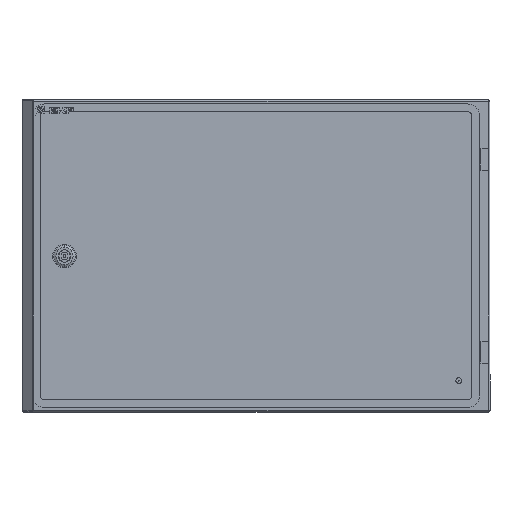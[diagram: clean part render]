
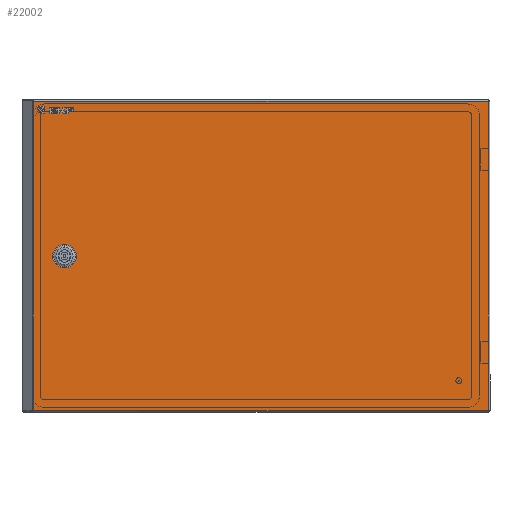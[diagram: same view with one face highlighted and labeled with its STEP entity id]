
A CAD part, top view. The second image highlights one B-rep face of the part: STEP entity #22002.
In plain terms, the highlighted face is planar.
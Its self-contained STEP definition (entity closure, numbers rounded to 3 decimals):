
#156 = CARTESIAN_POINT ( 'NONE',  ( 34.5, 0., 208.5 ) ) ;
#330 = ORIENTED_EDGE ( 'NONE', *, *, #16416, .F. ) ;
#384 = VERTEX_POINT ( 'NONE', #15742 ) ;
#900 = VECTOR ( 'NONE', #12993, 1000. ) ;
#959 = ORIENTED_EDGE ( 'NONE', *, *, #21778, .F. ) ;
#1013 = CARTESIAN_POINT ( 'NONE',  ( 0.785, 0., 0.75 ) ) ;
#1337 = CARTESIAN_POINT ( 'NONE',  ( 584., 0., 397.5 ) ) ;
#2141 = AXIS2_PLACEMENT_3D ( 'NONE', #8432, #22037, #10398 ) ;
#2344 = DIRECTION ( 'NONE',  ( 0., -1., 0. ) ) ;
#2782 = VECTOR ( 'NONE', #13740, 1000. ) ;
#2877 = EDGE_CURVE ( 'NONE', #5263, #4040, #5458, .T. ) ;
#3027 = EDGE_CURVE ( 'NONE', #23916, #17983, #20661, .T. ) ;
#3238 = DIRECTION ( 'NONE',  ( 0., -1., 0. ) ) ;
#3256 = CARTESIAN_POINT ( 'NONE',  ( 34.5, 0., 192.5 ) ) ;
#3405 = CARTESIAN_POINT ( 'NONE',  ( 34.5, 0., 205. ) ) ;
#3485 = CIRCLE ( 'NONE', #8135, 3.5 ) ;
#3880 = CARTESIAN_POINT ( 'NONE',  ( 546., 0., 38.75 ) ) ;
#4040 = VERTEX_POINT ( 'NONE', #16963 ) ;
#4113 = VECTOR ( 'NONE', #8462, 1000. ) ;
#4361 = ORIENTED_EDGE ( 'NONE', *, *, #14950, .F. ) ;
#4362 = CARTESIAN_POINT ( 'NONE',  ( 31., 0., 192.5 ) ) ;
#4701 = CIRCLE ( 'NONE', #25114, 0.5 ) ;
#4729 = LINE ( 'NONE', #6517, #4113 ) ;
#4744 = VECTOR ( 'NONE', #21117, 1000. ) ;
#5173 = CARTESIAN_POINT ( 'NONE',  ( 546., 0., 39.25 ) ) ;
#5199 = EDGE_CURVE ( 'NONE', #22084, #20675, #13236, .T. ) ;
#5208 = DIRECTION ( 'NONE',  ( 0., 0., -1. ) ) ;
#5263 = VERTEX_POINT ( 'NONE', #7373 ) ;
#5360 = DIRECTION ( 'NONE',  ( 0., 0., -1. ) ) ;
#5458 = LINE ( 'NONE', #22831, #10636 ) ;
#5597 = DIRECTION ( 'NONE',  ( 0., 1., 0. ) ) ;
#5833 = DIRECTION ( 'NONE',  ( 0., 0., 1. ) ) ;
#6055 = LINE ( 'NONE', #18573, #900 ) ;
#6334 = CARTESIAN_POINT ( 'NONE',  ( 34.5, 0., 189. ) ) ;
#6361 = EDGE_LOOP ( 'NONE', ( #16035, #8497, #959, #13080 ) ) ;
#6517 = CARTESIAN_POINT ( 'NONE',  ( 31., 0., 205. ) ) ;
#6855 = CIRCLE ( 'NONE', #24143, 3.5 ) ;
#7373 = CARTESIAN_POINT ( 'NONE',  ( 50.5, 0., 192.5 ) ) ;
#7632 = VERTEX_POINT ( 'NONE', #17203 ) ;
#7923 = VERTEX_POINT ( 'NONE', #22357 ) ;
#8103 = CARTESIAN_POINT ( 'NONE',  ( 584., 0., 396.75 ) ) ;
#8104 = PLANE ( 'NONE',  #11846 ) ;
#8135 = AXIS2_PLACEMENT_3D ( 'NONE', #3405, #17020, #5360 ) ;
#8432 = CARTESIAN_POINT ( 'NONE',  ( 47., 0., 205. ) ) ;
#8462 = DIRECTION ( 'NONE',  ( 0., 0., -1. ) ) ;
#8497 = ORIENTED_EDGE ( 'NONE', *, *, #21038, .T. ) ;
#8557 = LINE ( 'NONE', #156, #2782 ) ;
#8765 = EDGE_LOOP ( 'NONE', ( #18879, #12876 ) ) ;
#9206 = ORIENTED_EDGE ( 'NONE', *, *, #2877, .F. ) ;
#9215 = DIRECTION ( 'NONE',  ( 0., 0., 1. ) ) ;
#9902 = LINE ( 'NONE', #1337, #4744 ) ;
#10244 = ORIENTED_EDGE ( 'NONE', *, *, #17648, .F. ) ;
#10254 = EDGE_LOOP ( 'NONE', ( #22898, #14123, #330, #10244, #15810, #9206, #19440, #4361 ) ) ;
#10270 = DIRECTION ( 'NONE',  ( 1., 0., 0. ) ) ;
#10360 = VERTEX_POINT ( 'NONE', #22558 ) ;
#10398 = DIRECTION ( 'NONE',  ( 0., 0., 1. ) ) ;
#10549 = VERTEX_POINT ( 'NONE', #23047 ) ;
#10636 = VECTOR ( 'NONE', #9215, 1000. ) ;
#10869 = VECTOR ( 'NONE', #10270, 1000. ) ;
#11690 = EDGE_CURVE ( 'NONE', #17983, #23916, #4701, .T. ) ;
#11700 = VECTOR ( 'NONE', #19749, 1000. ) ;
#11777 = VERTEX_POINT ( 'NONE', #23421 ) ;
#11846 = AXIS2_PLACEMENT_3D ( 'NONE', #21719, #2344, #15938 ) ;
#12366 = FACE_BOUND ( 'NONE', #8765, .T. ) ;
#12853 = VERTEX_POINT ( 'NONE', #1013 ) ;
#12876 = ORIENTED_EDGE ( 'NONE', *, *, #3027, .T. ) ;
#12993 = DIRECTION ( 'NONE',  ( 0., 0., -1. ) ) ;
#13080 = ORIENTED_EDGE ( 'NONE', *, *, #16053, .T. ) ;
#13236 = CIRCLE ( 'NONE', #23823, 3.5 ) ;
#13740 = DIRECTION ( 'NONE',  ( -1., 0., 0. ) ) ;
#14064 = DIRECTION ( 'NONE',  ( 1., 0., 0. ) ) ;
#14123 = ORIENTED_EDGE ( 'NONE', *, *, #15686, .F. ) ;
#14906 = CARTESIAN_POINT ( 'NONE',  ( 47., 0., 192.5 ) ) ;
#14950 = EDGE_CURVE ( 'NONE', #20675, #10360, #20609, .T. ) ;
#15686 = EDGE_CURVE ( 'NONE', #384, #22084, #4729, .T. ) ;
#15742 = CARTESIAN_POINT ( 'NONE',  ( 31., 0., 205. ) ) ;
#15810 = ORIENTED_EDGE ( 'NONE', *, *, #16137, .F. ) ;
#15938 = DIRECTION ( 'NONE',  ( 0., 0., -1. ) ) ;
#16035 = ORIENTED_EDGE ( 'NONE', *, *, #20168, .T. ) ;
#16053 = EDGE_CURVE ( 'NONE', #19179, #10549, #16861, .T. ) ;
#16137 = EDGE_CURVE ( 'NONE', #4040, #11777, #21415, .T. ) ;
#16416 = EDGE_CURVE ( 'NONE', #7923, #384, #3485, .T. ) ;
#16853 = DIRECTION ( 'NONE',  ( 0., 0., -1. ) ) ;
#16861 = LINE ( 'NONE', #8103, #11700 ) ;
#16874 = DIRECTION ( 'NONE',  ( 0., -1., 0. ) ) ;
#16963 = CARTESIAN_POINT ( 'NONE',  ( 50.5, 0., 205. ) ) ;
#17020 = DIRECTION ( 'NONE',  ( 0., -1., 0. ) ) ;
#17203 = CARTESIAN_POINT ( 'NONE',  ( 584., 0., 0.75 ) ) ;
#17249 = CARTESIAN_POINT ( 'NONE',  ( 546., 0., 38.75 ) ) ;
#17475 = DIRECTION ( 'NONE',  ( 0., 1., 0. ) ) ;
#17502 = FACE_OUTER_BOUND ( 'NONE', #6361, .T. ) ;
#17648 = EDGE_CURVE ( 'NONE', #11777, #7923, #8557, .T. ) ;
#17834 = CARTESIAN_POINT ( 'NONE',  ( 546., 0., 38.25 ) ) ;
#17983 = VERTEX_POINT ( 'NONE', #5173 ) ;
#18573 = CARTESIAN_POINT ( 'NONE',  ( 0.785, 0., 397.5 ) ) ;
#18694 = CARTESIAN_POINT ( 'NONE',  ( 34.5, 0., 189. ) ) ;
#18879 = ORIENTED_EDGE ( 'NONE', *, *, #11690, .T. ) ;
#19179 = VERTEX_POINT ( 'NONE', #23206 ) ;
#19193 = DIRECTION ( 'NONE',  ( 0., 0., 1. ) ) ;
#19440 = ORIENTED_EDGE ( 'NONE', *, *, #22352, .F. ) ;
#19749 = DIRECTION ( 'NONE',  ( -1., 0., 0. ) ) ;
#19964 = CARTESIAN_POINT ( 'NONE',  ( -2.154, 0., 0.75 ) ) ;
#20168 = EDGE_CURVE ( 'NONE', #10549, #12853, #6055, .T. ) ;
#20609 = LINE ( 'NONE', #6334, #25171 ) ;
#20661 = CIRCLE ( 'NONE', #22635, 0.5 ) ;
#20675 = VERTEX_POINT ( 'NONE', #18694 ) ;
#21038 = EDGE_CURVE ( 'NONE', #12853, #7632, #21205, .T. ) ;
#21117 = DIRECTION ( 'NONE',  ( 0., 0., -1. ) ) ;
#21205 = LINE ( 'NONE', #19964, #10869 ) ;
#21415 = CIRCLE ( 'NONE', #2141, 3.5 ) ;
#21719 = CARTESIAN_POINT ( 'NONE',  ( 0., 0., 397.5 ) ) ;
#21778 = EDGE_CURVE ( 'NONE', #19179, #7632, #9902, .T. ) ;
#22002 = ADVANCED_FACE ( 'NONE', ( #12366, #22657, #17502 ), #8104, .T. ) ;
#22037 = DIRECTION ( 'NONE',  ( 0., -1., 0. ) ) ;
#22084 = VERTEX_POINT ( 'NONE', #4362 ) ;
#22352 = EDGE_CURVE ( 'NONE', #10360, #5263, #6855, .T. ) ;
#22357 = CARTESIAN_POINT ( 'NONE',  ( 34.5, 0., 208.5 ) ) ;
#22558 = CARTESIAN_POINT ( 'NONE',  ( 47., 0., 189. ) ) ;
#22635 = AXIS2_PLACEMENT_3D ( 'NONE', #3880, #17475, #5833 ) ;
#22657 = FACE_BOUND ( 'NONE', #10254, .T. ) ;
#22831 = CARTESIAN_POINT ( 'NONE',  ( 50.5, 0., 205. ) ) ;
#22898 = ORIENTED_EDGE ( 'NONE', *, *, #5199, .F. ) ;
#23047 = CARTESIAN_POINT ( 'NONE',  ( 0.785, 0., 396.75 ) ) ;
#23206 = CARTESIAN_POINT ( 'NONE',  ( 584., 0., 396.75 ) ) ;
#23421 = CARTESIAN_POINT ( 'NONE',  ( 47., 0., 208.5 ) ) ;
#23823 = AXIS2_PLACEMENT_3D ( 'NONE', #3256, #16874, #5208 ) ;
#23916 = VERTEX_POINT ( 'NONE', #17834 ) ;
#24143 = AXIS2_PLACEMENT_3D ( 'NONE', #14906, #3238, #16853 ) ;
#25114 = AXIS2_PLACEMENT_3D ( 'NONE', #17249, #5597, #19193 ) ;
#25171 = VECTOR ( 'NONE', #14064, 1000. ) ;
